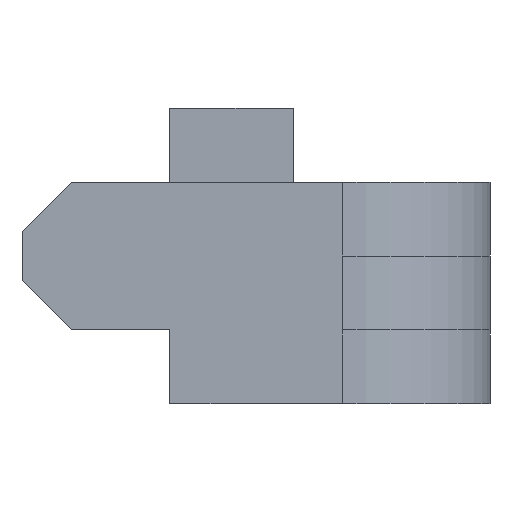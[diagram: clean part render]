
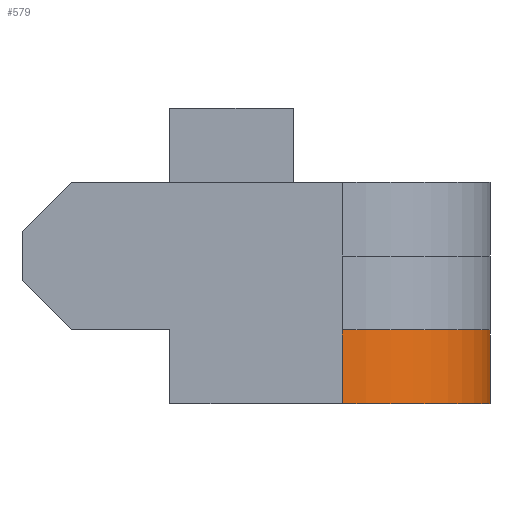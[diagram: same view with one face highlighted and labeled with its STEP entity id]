
A CAD part, front view. The second image highlights one B-rep face of the part: STEP entity #579.
In plain terms, the highlighted free-form (B-spline) face has degree [1, 2] with [2, 9] control points.
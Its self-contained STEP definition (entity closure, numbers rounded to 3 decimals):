
#42 = B_SPLINE_SURFACE_WITH_KNOTS('',1,1,(
    (#43,#44)
    ,(#45,#46
    )),.UNSPECIFIED.,.F.,.F.,.F.,(2,2),(2,2),(0.,4.53),(0.,6.53),
  .PIECEWISE_BEZIER_KNOTS.);
#43 = CARTESIAN_POINT('',(6.5,-15.,0.));
#44 = CARTESIAN_POINT('',(-0.03,-15.,0.));
#45 = CARTESIAN_POINT('',(6.5,-15.,4.53));
#46 = CARTESIAN_POINT('',(-0.03,-15.,4.53));
#432 = EDGE_CURVE('',#433,#435,#437,.T.);
#433 = VERTEX_POINT('',#434);
#434 = CARTESIAN_POINT('',(6.5,-15.,1.5));
#435 = VERTEX_POINT('',#436);
#436 = CARTESIAN_POINT('',(6.5,-9.,1.5));
#437 = SURFACE_CURVE('',#438,(#444,#469),.PCURVE_S1.);
#438 = ( BOUNDED_CURVE() B_SPLINE_CURVE(2,(#439,#440,#441,#442,#443),
.UNSPECIFIED.,.F.,.F.) B_SPLINE_CURVE_WITH_KNOTS((3,2,3),(9.425
,14.137,18.85),.PIECEWISE_BEZIER_KNOTS.) CURVE() 
GEOMETRIC_REPRESENTATION_ITEM() RATIONAL_B_SPLINE_CURVE((1.,
0.707,1.,0.707,1.)) REPRESENTATION_ITEM('') );
#439 = CARTESIAN_POINT('',(6.5,-15.,1.5));
#440 = CARTESIAN_POINT('',(9.5,-15.,1.5));
#441 = CARTESIAN_POINT('',(9.5,-12.,1.5));
#442 = CARTESIAN_POINT('',(9.5,-9.,1.5));
#443 = CARTESIAN_POINT('',(6.5,-9.,1.5));
#444 = PCURVE('',#445,#464);
#445 = ( BOUNDED_SURFACE() B_SPLINE_SURFACE(1,2,(
    (#446,#447,#448,#449,#450,#451,#452,#453,#454)
    ,(#455,#456,#457,#458,#459,#460,#461,#462,#463
)),.UNSPECIFIED.,.F.,.T.,.F.) B_SPLINE_SURFACE_WITH_KNOTS((2,2),(1,2,2,2
    ,2,2,1),(0.,3.),(-4.712,0.,4.712,9.425,
    14.137,18.85,23.562),.UNSPECIFIED.) 
GEOMETRIC_REPRESENTATION_ITEM() RATIONAL_B_SPLINE_SURFACE((
    (1.,0.707,1.,0.707,1.,0.707,1.
      ,0.707,1.)
    ,(1.,0.707,1.,0.707,1.,0.707,1.
,0.707,1.))) REPRESENTATION_ITEM('') SURFACE() );
#446 = CARTESIAN_POINT('',(6.5,-9.,4.5));
#447 = CARTESIAN_POINT('',(3.5,-9.,4.5));
#448 = CARTESIAN_POINT('',(3.5,-12.,4.5));
#449 = CARTESIAN_POINT('',(3.5,-15.,4.5));
#450 = CARTESIAN_POINT('',(6.5,-15.,4.5));
#451 = CARTESIAN_POINT('',(9.5,-15.,4.5));
#452 = CARTESIAN_POINT('',(9.5,-12.,4.5));
#453 = CARTESIAN_POINT('',(9.5,-9.,4.5));
#454 = CARTESIAN_POINT('',(6.5,-9.,4.5));
#455 = CARTESIAN_POINT('',(6.5,-9.,1.5));
#456 = CARTESIAN_POINT('',(3.5,-9.,1.5));
#457 = CARTESIAN_POINT('',(3.5,-12.,1.5));
#458 = CARTESIAN_POINT('',(3.5,-15.,1.5));
#459 = CARTESIAN_POINT('',(6.5,-15.,1.5));
#460 = CARTESIAN_POINT('',(9.5,-15.,1.5));
#461 = CARTESIAN_POINT('',(9.5,-12.,1.5));
#462 = CARTESIAN_POINT('',(9.5,-9.,1.5));
#463 = CARTESIAN_POINT('',(6.5,-9.,1.5));
#464 = DEFINITIONAL_REPRESENTATION('',(#465),#468);
#465 = B_SPLINE_CURVE_WITH_KNOTS('',1,(#466,#467),.UNSPECIFIED.,.F.,.F.,
  (2,2),(9.425,18.85),.PIECEWISE_BEZIER_KNOTS.);
#466 = CARTESIAN_POINT('',(3.,9.425));
#467 = CARTESIAN_POINT('',(3.,18.85));
#468 = ( GEOMETRIC_REPRESENTATION_CONTEXT(2) 
PARAMETRIC_REPRESENTATION_CONTEXT() REPRESENTATION_CONTEXT('2D SPACE',''
  ) );
#469 = PCURVE('',#470,#489);
#470 = ( BOUNDED_SURFACE() B_SPLINE_SURFACE(1,2,(
    (#471,#472,#473,#474,#475,#476,#477,#478,#479)
    ,(#480,#481,#482,#483,#484,#485,#486,#487,#488
)),.UNSPECIFIED.,.F.,.T.,.F.) B_SPLINE_SURFACE_WITH_KNOTS((2,2),(1,2,2,2
    ,2,2,1),(0.,3.),(-4.712,0.,4.712,9.425,
    14.137,18.85,23.562),.UNSPECIFIED.) 
GEOMETRIC_REPRESENTATION_ITEM() RATIONAL_B_SPLINE_SURFACE((
    (1.,0.707,1.,0.707,1.,0.707,1.
      ,0.707,1.)
    ,(1.,0.707,1.,0.707,1.,0.707,1.
,0.707,1.))) REPRESENTATION_ITEM('') SURFACE() );
#471 = CARTESIAN_POINT('',(6.5,-9.,3.));
#472 = CARTESIAN_POINT('',(3.5,-9.,3.));
#473 = CARTESIAN_POINT('',(3.5,-12.,3.));
#474 = CARTESIAN_POINT('',(3.5,-15.,3.));
#475 = CARTESIAN_POINT('',(6.5,-15.,3.));
#476 = CARTESIAN_POINT('',(9.5,-15.,3.));
#477 = CARTESIAN_POINT('',(9.5,-12.,3.));
#478 = CARTESIAN_POINT('',(9.5,-9.,3.));
#479 = CARTESIAN_POINT('',(6.5,-9.,3.));
#480 = CARTESIAN_POINT('',(6.5,-9.,0.));
#481 = CARTESIAN_POINT('',(3.5,-9.,0.));
#482 = CARTESIAN_POINT('',(3.5,-12.,0.));
#483 = CARTESIAN_POINT('',(3.5,-15.,0.));
#484 = CARTESIAN_POINT('',(6.5,-15.,0.));
#485 = CARTESIAN_POINT('',(9.5,-15.,0.));
#486 = CARTESIAN_POINT('',(9.5,-12.,0.));
#487 = CARTESIAN_POINT('',(9.5,-9.,0.));
#488 = CARTESIAN_POINT('',(6.5,-9.,0.));
#489 = DEFINITIONAL_REPRESENTATION('',(#490),#493);
#490 = B_SPLINE_CURVE_WITH_KNOTS('',1,(#491,#492),.UNSPECIFIED.,.F.,.F.,
  (2,2),(9.425,18.85),.PIECEWISE_BEZIER_KNOTS.);
#491 = CARTESIAN_POINT('',(1.5,9.425));
#492 = CARTESIAN_POINT('',(1.5,18.85));
#493 = ( GEOMETRIC_REPRESENTATION_CONTEXT(2) 
PARAMETRIC_REPRESENTATION_CONTEXT() REPRESENTATION_CONTEXT('2D SPACE',''
  ) );
#509 = B_SPLINE_SURFACE_WITH_KNOTS('',1,1,(
    (#510,#511)
    ,(#512,#513
    )),.UNSPECIFIED.,.F.,.F.,.F.,(2,2),(2,2),(0.,4.5),(0.,3.5),
  .PIECEWISE_BEZIER_KNOTS.);
#510 = CARTESIAN_POINT('',(3.,-9.,0.));
#511 = CARTESIAN_POINT('',(6.5,-9.,0.));
#512 = CARTESIAN_POINT('',(3.,-9.,4.5));
#513 = CARTESIAN_POINT('',(6.5,-9.,4.5));
#579 = ADVANCED_FACE('',(#580),#470,.T.);
#580 = FACE_BOUND('',#581,.T.);
#581 = EDGE_LOOP('',(#582,#602,#633,#651));
#582 = ORIENTED_EDGE('',*,*,#583,.T.);
#583 = EDGE_CURVE('',#433,#584,#586,.T.);
#584 = VERTEX_POINT('',#585);
#585 = CARTESIAN_POINT('',(6.5,-15.,0.));
#586 = SURFACE_CURVE('',#587,(#590,#596),.PCURVE_S1.);
#587 = B_SPLINE_CURVE_WITH_KNOTS('',1,(#588,#589),.UNSPECIFIED.,.F.,.F.,
  (2,2),(-1.5,-0.),.PIECEWISE_BEZIER_KNOTS.);
#588 = CARTESIAN_POINT('',(6.5,-15.,1.5));
#589 = CARTESIAN_POINT('',(6.5,-15.,0.));
#590 = PCURVE('',#470,#591);
#591 = DEFINITIONAL_REPRESENTATION('',(#592),#595);
#592 = B_SPLINE_CURVE_WITH_KNOTS('',1,(#593,#594),.UNSPECIFIED.,.F.,.F.,
  (2,2),(-1.5,-0.),.PIECEWISE_BEZIER_KNOTS.);
#593 = CARTESIAN_POINT('',(1.5,9.425));
#594 = CARTESIAN_POINT('',(3.,9.425));
#595 = ( GEOMETRIC_REPRESENTATION_CONTEXT(2) 
PARAMETRIC_REPRESENTATION_CONTEXT() REPRESENTATION_CONTEXT('2D SPACE',''
  ) );
#596 = PCURVE('',#42,#597);
#597 = DEFINITIONAL_REPRESENTATION('',(#598),#601);
#598 = B_SPLINE_CURVE_WITH_KNOTS('',1,(#599,#600),.UNSPECIFIED.,.F.,.F.,
  (2,2),(-1.5,0.),.PIECEWISE_BEZIER_KNOTS.);
#599 = CARTESIAN_POINT('',(1.5,0.));
#600 = CARTESIAN_POINT('',(0.,0.));
#601 = ( GEOMETRIC_REPRESENTATION_CONTEXT(2) 
PARAMETRIC_REPRESENTATION_CONTEXT() REPRESENTATION_CONTEXT('2D SPACE',''
  ) );
#602 = ORIENTED_EDGE('',*,*,#603,.T.);
#603 = EDGE_CURVE('',#584,#604,#606,.T.);
#604 = VERTEX_POINT('',#605);
#605 = CARTESIAN_POINT('',(6.5,-9.,0.));
#606 = SURFACE_CURVE('',#607,(#613,#619),.PCURVE_S1.);
#607 = ( BOUNDED_CURVE() B_SPLINE_CURVE(2,(#608,#609,#610,#611,#612),
.UNSPECIFIED.,.F.,.F.) B_SPLINE_CURVE_WITH_KNOTS((3,2,3),(9.425
,14.137,18.85),.PIECEWISE_BEZIER_KNOTS.) CURVE() 
GEOMETRIC_REPRESENTATION_ITEM() RATIONAL_B_SPLINE_CURVE((1.,
0.707,1.,0.707,1.)) REPRESENTATION_ITEM('') );
#608 = CARTESIAN_POINT('',(6.5,-15.,0.));
#609 = CARTESIAN_POINT('',(9.5,-15.,0.));
#610 = CARTESIAN_POINT('',(9.5,-12.,0.));
#611 = CARTESIAN_POINT('',(9.5,-9.,0.));
#612 = CARTESIAN_POINT('',(6.5,-9.,0.));
#613 = PCURVE('',#470,#614);
#614 = DEFINITIONAL_REPRESENTATION('',(#615),#618);
#615 = B_SPLINE_CURVE_WITH_KNOTS('',1,(#616,#617),.UNSPECIFIED.,.F.,.F.,
  (2,2),(9.425,18.85),.PIECEWISE_BEZIER_KNOTS.);
#616 = CARTESIAN_POINT('',(3.,9.425));
#617 = CARTESIAN_POINT('',(3.,18.85));
#618 = ( GEOMETRIC_REPRESENTATION_CONTEXT(2) 
PARAMETRIC_REPRESENTATION_CONTEXT() REPRESENTATION_CONTEXT('2D SPACE',''
  ) );
#619 = PCURVE('',#620,#625);
#620 = B_SPLINE_SURFACE_WITH_KNOTS('',1,1,(
    (#621,#622)
    ,(#623,#624
    )),.UNSPECIFIED.,.F.,.F.,.F.,(2,2),(2,2),(0.,7.5),(0.,7.5),
  .PIECEWISE_BEZIER_KNOTS.);
#621 = CARTESIAN_POINT('',(10.25,-15.75,0.));
#622 = CARTESIAN_POINT('',(10.25,-8.25,0.));
#623 = CARTESIAN_POINT('',(2.75,-15.75,0.));
#624 = CARTESIAN_POINT('',(2.75,-8.25,0.));
#625 = DEFINITIONAL_REPRESENTATION('',(#626),#632);
#626 = ( BOUNDED_CURVE() B_SPLINE_CURVE(2,(#627,#628,#629,#630,#631),
.UNSPECIFIED.,.F.,.F.) B_SPLINE_CURVE_WITH_KNOTS((3,2,3),(9.425
,14.137,18.85),.PIECEWISE_BEZIER_KNOTS.) CURVE() 
GEOMETRIC_REPRESENTATION_ITEM() RATIONAL_B_SPLINE_CURVE((1.,
0.707,1.,0.707,1.)) REPRESENTATION_ITEM('') );
#627 = CARTESIAN_POINT('',(3.75,0.75));
#628 = CARTESIAN_POINT('',(0.75,0.75));
#629 = CARTESIAN_POINT('',(0.75,3.75));
#630 = CARTESIAN_POINT('',(0.75,6.75));
#631 = CARTESIAN_POINT('',(3.75,6.75));
#632 = ( GEOMETRIC_REPRESENTATION_CONTEXT(2) 
PARAMETRIC_REPRESENTATION_CONTEXT() REPRESENTATION_CONTEXT('2D SPACE',''
  ) );
#633 = ORIENTED_EDGE('',*,*,#634,.F.);
#634 = EDGE_CURVE('',#435,#604,#635,.T.);
#635 = SURFACE_CURVE('',#636,(#639,#645),.PCURVE_S1.);
#636 = B_SPLINE_CURVE_WITH_KNOTS('',1,(#637,#638),.UNSPECIFIED.,.F.,.F.,
  (2,2),(-1.5,-0.),.PIECEWISE_BEZIER_KNOTS.);
#637 = CARTESIAN_POINT('',(6.5,-9.,1.5));
#638 = CARTESIAN_POINT('',(6.5,-9.,0.));
#639 = PCURVE('',#470,#640);
#640 = DEFINITIONAL_REPRESENTATION('',(#641),#644);
#641 = B_SPLINE_CURVE_WITH_KNOTS('',1,(#642,#643),.UNSPECIFIED.,.F.,.F.,
  (2,2),(-1.5,0.),.PIECEWISE_BEZIER_KNOTS.);
#642 = CARTESIAN_POINT('',(1.5,18.85));
#643 = CARTESIAN_POINT('',(3.,18.85));
#644 = ( GEOMETRIC_REPRESENTATION_CONTEXT(2) 
PARAMETRIC_REPRESENTATION_CONTEXT() REPRESENTATION_CONTEXT('2D SPACE',''
  ) );
#645 = PCURVE('',#509,#646);
#646 = DEFINITIONAL_REPRESENTATION('',(#647),#650);
#647 = B_SPLINE_CURVE_WITH_KNOTS('',1,(#648,#649),.UNSPECIFIED.,.F.,.F.,
  (2,2),(-1.5,0.),.PIECEWISE_BEZIER_KNOTS.);
#648 = CARTESIAN_POINT('',(1.5,3.5));
#649 = CARTESIAN_POINT('',(0.,3.5));
#650 = ( GEOMETRIC_REPRESENTATION_CONTEXT(2) 
PARAMETRIC_REPRESENTATION_CONTEXT() REPRESENTATION_CONTEXT('2D SPACE',''
  ) );
#651 = ORIENTED_EDGE('',*,*,#432,.F.);
